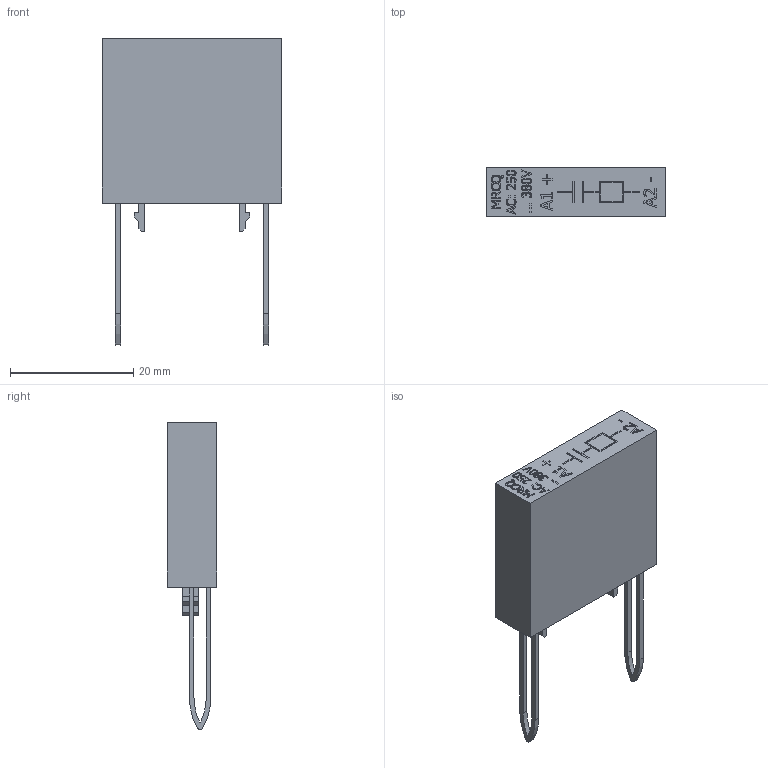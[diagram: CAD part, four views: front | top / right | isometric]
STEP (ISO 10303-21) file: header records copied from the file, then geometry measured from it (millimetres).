
FILE_DESCRIPTION((''),'2;1');
FILE_NAME('12C70085G05 - 300-MRCQ.stp','2015-05-26T09:46:14',('rshanor'),(''),'Autodesk Inventor 2013','Autodesk Inventor 2013','');
FILE_SCHEMA(('AUTOMOTIVE_DESIGN { 1 2 10303 214 0 1 1 1 }'));
Length unit declared in the file: inch
Products named in the file (1): 12C70085G05
Bounding box: 29.05 x 8.03 x 49.77 mm (x, y, z)
Volume: 3117.6 mm3; surface area: 7365.8 mm2
Topology: 3 solids, 3 shells, 1116 faces, 3098 edges, 2050 vertices
Faces by surface type: plane 745, bspline 305, cylinder 62, torus 4
Full cylindrical faces by diameter (mm): 0.6 x8, 1.4 x1, 2.35 x1, 5.5 x1, 6.75 x1, 14 x1
Entity records: 39021 total; most frequent: CARTESIAN_POINT 11302, ORIENTED_EDGE 6180, DIRECTION 4230, EDGE_CURVE 3090, VECTOR 2356, LINE 2356, VERTEX_POINT 2049, EDGE_LOOP 1241
